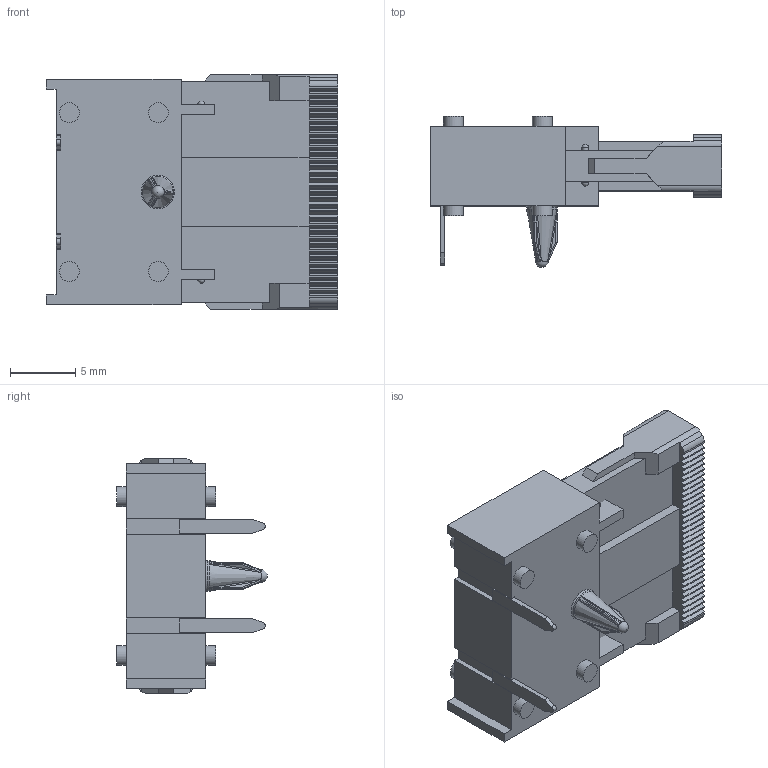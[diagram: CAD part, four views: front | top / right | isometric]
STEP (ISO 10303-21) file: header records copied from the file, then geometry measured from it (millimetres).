
FILE_DESCRIPTION(/* description */ (''),/* implementation_level */ '2;1');
FILE_NAME(/* name */ 'Fuseholder_01530007Z.step',/* time_stamp */ '2022-07-12T00:22:05+03:00',/* author */ (''),/* organization */ (''),/* preprocessor_version */ 'ST-DEVELOPER v19',/* originating_system */ 'Autodesk Translation Framework v11.7.0.108',/* authorisation */ '');
FILE_SCHEMA (('AUTOMOTIVE_DESIGN { 1 0 10303 214 3 1 1 }'));
Length unit declared in the file: millimetre
Products named in the file (2): Fuseholder_01530007Z; fuse-automotive-10a
Assembly tree (1 placements, depth 2):
  Fuseholder_01530007Z
    fuse-automotive-10a
Bounding box: 22.35 x 11.57 x 18 mm (x, y, z)
Volume: 1569.8 mm3; surface area: 2465.5 mm2
Topology: 5 solids, 5 shells, 522 faces, 1461 edges, 957 vertices
Faces by surface type: plane 439, cylinder 40, bspline 28, sphere 11, cone 3, torus 1
Full cylindrical faces by diameter (mm): 1.524 x8, 2.35 x1
Entity records: 18011 total; most frequent: CARTESIAN_POINT 4652, ORIENTED_EDGE 2910, DIRECTION 2505, EDGE_CURVE 1455, LINE 1251, VECTOR 1251, VERTEX_POINT 957, AXIS2_PLACEMENT_3D 627
